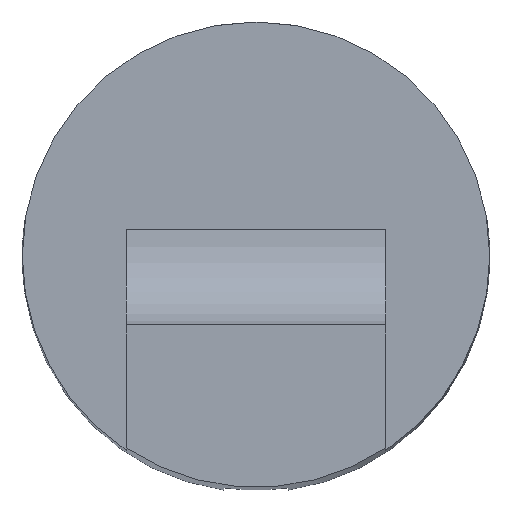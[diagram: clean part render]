
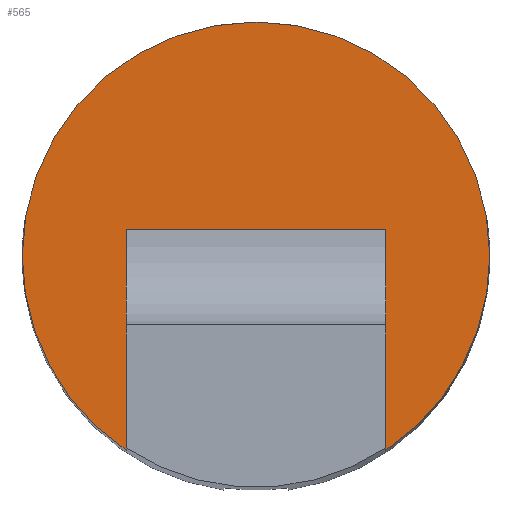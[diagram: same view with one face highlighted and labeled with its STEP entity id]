
A CAD part, top view. The second image highlights one B-rep face of the part: STEP entity #565.
In plain terms, the highlighted planar face has unit normal (0, 0, 1).
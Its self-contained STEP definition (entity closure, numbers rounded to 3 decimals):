
#14 = EDGE_LOOP ( 'NONE', ( #589, #382, #908, #179, #562, #701 ) ) ;
#20 = VECTOR ( 'NONE', #393, 1000. ) ;
#21 = CIRCLE ( 'NONE', #900, 0.36 ) ;
#43 = CARTESIAN_POINT ( 'NONE',  ( 0., 0., 2.4 ) ) ;
#57 = DIRECTION ( 'NONE',  ( 0., 0., -1. ) ) ;
#81 = DIRECTION ( 'NONE',  ( 0., 0., -1. ) ) ;
#109 = EDGE_CURVE ( 'NONE', #507, #911, #777, .T. ) ;
#112 = AXIS2_PLACEMENT_3D ( 'NONE', #536, #81, #533 ) ;
#151 = AXIS2_PLACEMENT_3D ( 'NONE', #745, #57, #972 ) ;
#152 = CIRCLE ( 'NONE', #112, 0.36 ) ;
#179 = ORIENTED_EDGE ( 'NONE', *, *, #417, .F. ) ;
#190 = VERTEX_POINT ( 'NONE', #721 ) ;
#202 = VERTEX_POINT ( 'NONE', #336 ) ;
#257 = DIRECTION ( 'NONE',  ( 0., -1., 0. ) ) ;
#269 = CARTESIAN_POINT ( 'NONE',  ( -0.2, 0.04, 2.4 ) ) ;
#288 = DIRECTION ( 'NONE',  ( 0., 0., -1. ) ) ;
#336 = CARTESIAN_POINT ( 'NONE',  ( 0.36, 0., 2.4 ) ) ;
#382 = ORIENTED_EDGE ( 'NONE', *, *, #793, .T. ) ;
#393 = DIRECTION ( 'NONE',  ( 1., 0., 0. ) ) ;
#417 = EDGE_CURVE ( 'NONE', #202, #529, #989, .T. ) ;
#463 = FACE_OUTER_BOUND ( 'NONE', #14, .T. ) ;
#484 = EDGE_CURVE ( 'NONE', #190, #202, #21, .T. ) ;
#507 = VERTEX_POINT ( 'NONE', #269 ) ;
#529 = VERTEX_POINT ( 'NONE', #880 ) ;
#533 = DIRECTION ( 'NONE',  ( -1., 0., 0. ) ) ;
#536 = CARTESIAN_POINT ( 'NONE',  ( 0., 0., 2.4 ) ) ;
#543 = VERTEX_POINT ( 'NONE', #656 ) ;
#562 = ORIENTED_EDGE ( 'NONE', *, *, #484, .F. ) ;
#565 = ADVANCED_FACE ( 'NONE', ( #463 ), #891, .F. ) ;
#569 = DIRECTION ( 'NONE',  ( 0., 0., -1. ) ) ;
#589 = ORIENTED_EDGE ( 'NONE', *, *, #109, .F. ) ;
#607 = LINE ( 'NONE', #940, #20 ) ;
#628 = VECTOR ( 'NONE', #939, 1000. ) ;
#656 = CARTESIAN_POINT ( 'NONE',  ( 0.2, 0.04, 2.4 ) ) ;
#701 = ORIENTED_EDGE ( 'NONE', *, *, #915, .F. ) ;
#719 = LINE ( 'NONE', #937, #628 ) ;
#721 = CARTESIAN_POINT ( 'NONE',  ( -0.36, 0., 2.4 ) ) ;
#745 = CARTESIAN_POINT ( 'NONE',  ( 0., 0., 2.4 ) ) ;
#753 = EDGE_CURVE ( 'NONE', #529, #543, #719, .T. ) ;
#777 = LINE ( 'NONE', #874, #798 ) ;
#793 = EDGE_CURVE ( 'NONE', #507, #543, #607, .T. ) ;
#798 = VECTOR ( 'NONE', #257, 1000. ) ;
#829 = DIRECTION ( 'NONE',  ( -1., 0., 0. ) ) ;
#847 = CARTESIAN_POINT ( 'NONE',  ( -0.2, -0.299, 2.4 ) ) ;
#874 = CARTESIAN_POINT ( 'NONE',  ( -0.2, -0.299, 2.4 ) ) ;
#876 = AXIS2_PLACEMENT_3D ( 'NONE', #987, #288, #829 ) ;
#880 = CARTESIAN_POINT ( 'NONE',  ( 0.2, -0.299, 2.4 ) ) ;
#891 = PLANE ( 'NONE',  #151 ) ;
#900 = AXIS2_PLACEMENT_3D ( 'NONE', #43, #569, #948 ) ;
#908 = ORIENTED_EDGE ( 'NONE', *, *, #753, .F. ) ;
#911 = VERTEX_POINT ( 'NONE', #847 ) ;
#915 = EDGE_CURVE ( 'NONE', #911, #190, #152, .T. ) ;
#937 = CARTESIAN_POINT ( 'NONE',  ( 0.2, -0.11, 2.4 ) ) ;
#939 = DIRECTION ( 'NONE',  ( 0., 1., 0. ) ) ;
#940 = CARTESIAN_POINT ( 'NONE',  ( 0.2, 0.04, 2.4 ) ) ;
#948 = DIRECTION ( 'NONE',  ( -1., 0., 0. ) ) ;
#972 = DIRECTION ( 'NONE',  ( -1., 0., 0. ) ) ;
#987 = CARTESIAN_POINT ( 'NONE',  ( 0., 0., 2.4 ) ) ;
#989 = CIRCLE ( 'NONE', #876, 0.36 ) ;
